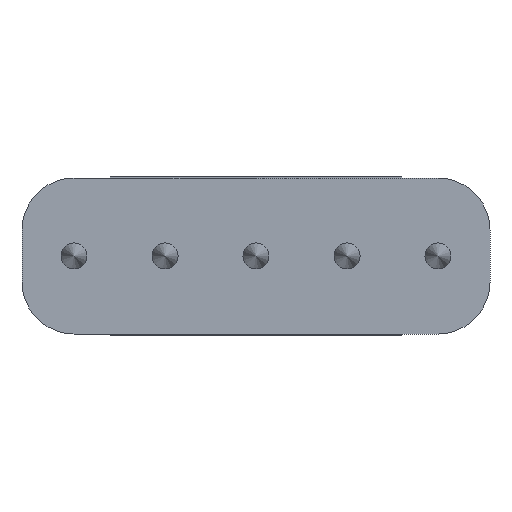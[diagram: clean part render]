
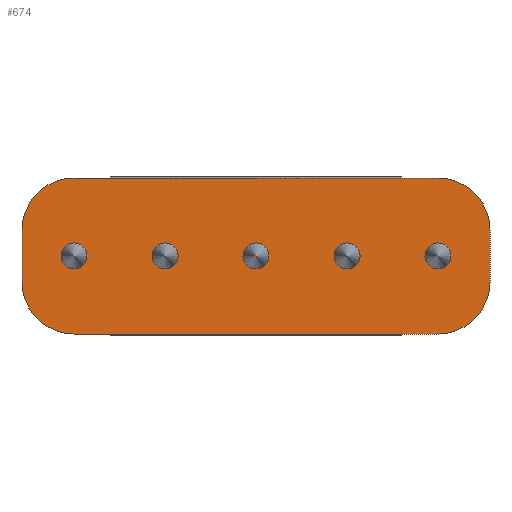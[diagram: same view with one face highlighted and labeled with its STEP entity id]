
A CAD part, front view. The second image highlights one B-rep face of the part: STEP entity #674.
In plain terms, the highlighted planar face has unit normal (0, -1, 0).
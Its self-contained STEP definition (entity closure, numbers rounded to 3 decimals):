
#16=FACE_BOUND('',#265,.T.);
#17=FACE_BOUND('',#266,.T.);
#18=FACE_BOUND('',#267,.T.);
#19=FACE_BOUND('',#268,.T.);
#20=FACE_BOUND('',#269,.T.);
#48=PLANE('',#767);
#92=LINE('',#1127,#149);
#93=LINE('',#1129,#150);
#94=LINE('',#1131,#151);
#95=LINE('',#1132,#152);
#149=VECTOR('',#935,10.);
#150=VECTOR('',#938,10.);
#151=VECTOR('',#941,10.);
#152=VECTOR('',#942,10.);
#220=FACE_OUTER_BOUND('',#264,.T.);
#264=EDGE_LOOP('',(#575,#576,#577,#578,#579,#580,#581,#582));
#265=EDGE_LOOP('',(#583));
#266=EDGE_LOOP('',(#584));
#267=EDGE_LOOP('',(#585));
#268=EDGE_LOOP('',(#586));
#269=EDGE_LOOP('',(#587));
#296=CIRCLE('',#728,1.25);
#297=CIRCLE('',#730,1.25);
#298=CIRCLE('',#732,1.25);
#299=CIRCLE('',#734,1.25);
#300=CIRCLE('',#736,1.25);
#313=CIRCLE('',#754,5.);
#314=CIRCLE('',#759,5.);
#315=CIRCLE('',#761,5.);
#316=CIRCLE('',#764,5.);
#337=VERTEX_POINT('',#1051);
#338=VERTEX_POINT('',#1055);
#339=VERTEX_POINT('',#1059);
#340=VERTEX_POINT('',#1063);
#341=VERTEX_POINT('',#1067);
#350=VERTEX_POINT('',#1095);
#351=VERTEX_POINT('',#1096);
#352=VERTEX_POINT('',#1107);
#353=VERTEX_POINT('',#1108);
#354=VERTEX_POINT('',#1113);
#355=VERTEX_POINT('',#1114);
#356=VERTEX_POINT('',#1121);
#357=VERTEX_POINT('',#1122);
#399=EDGE_CURVE('',#337,#337,#296,.T.);
#401=EDGE_CURVE('',#338,#338,#297,.T.);
#403=EDGE_CURVE('',#339,#339,#298,.T.);
#405=EDGE_CURVE('',#340,#340,#299,.T.);
#407=EDGE_CURVE('',#341,#341,#300,.T.);
#420=EDGE_CURVE('',#350,#351,#313,.T.);
#426=EDGE_CURVE('',#352,#353,#314,.T.);
#429=EDGE_CURVE('',#354,#355,#315,.T.);
#433=EDGE_CURVE('',#356,#357,#316,.T.);
#436=EDGE_CURVE('',#350,#353,#92,.T.);
#437=EDGE_CURVE('',#357,#352,#93,.T.);
#438=EDGE_CURVE('',#355,#356,#94,.T.);
#439=EDGE_CURVE('',#354,#351,#95,.T.);
#575=ORIENTED_EDGE('',*,*,#420,.F.);
#576=ORIENTED_EDGE('',*,*,#436,.T.);
#577=ORIENTED_EDGE('',*,*,#426,.F.);
#578=ORIENTED_EDGE('',*,*,#437,.F.);
#579=ORIENTED_EDGE('',*,*,#433,.F.);
#580=ORIENTED_EDGE('',*,*,#438,.F.);
#581=ORIENTED_EDGE('',*,*,#429,.F.);
#582=ORIENTED_EDGE('',*,*,#439,.T.);
#583=ORIENTED_EDGE('',*,*,#399,.T.);
#584=ORIENTED_EDGE('',*,*,#401,.T.);
#585=ORIENTED_EDGE('',*,*,#403,.T.);
#586=ORIENTED_EDGE('',*,*,#405,.T.);
#587=ORIENTED_EDGE('',*,*,#407,.T.);
#674=ADVANCED_FACE('',(#220,#16,#17,#18,#19,#20),#48,.T.);
#728=AXIS2_PLACEMENT_3D('',#1053,#843,#844);
#730=AXIS2_PLACEMENT_3D('',#1057,#848,#849);
#732=AXIS2_PLACEMENT_3D('',#1061,#853,#854);
#734=AXIS2_PLACEMENT_3D('',#1065,#858,#859);
#736=AXIS2_PLACEMENT_3D('',#1069,#863,#864);
#754=AXIS2_PLACEMENT_3D('',#1097,#899,#900);
#759=AXIS2_PLACEMENT_3D('',#1109,#914,#915);
#761=AXIS2_PLACEMENT_3D('',#1115,#920,#921);
#764=AXIS2_PLACEMENT_3D('',#1123,#929,#930);
#767=AXIS2_PLACEMENT_3D('',#1130,#939,#940);
#843=DIRECTION('center_axis',(0.,1.,0.));
#844=DIRECTION('ref_axis',(1.,0.,0.));
#848=DIRECTION('center_axis',(0.,1.,0.));
#849=DIRECTION('ref_axis',(1.,0.,0.));
#853=DIRECTION('center_axis',(0.,1.,0.));
#854=DIRECTION('ref_axis',(1.,0.,0.));
#858=DIRECTION('center_axis',(0.,1.,0.));
#859=DIRECTION('ref_axis',(1.,0.,0.));
#863=DIRECTION('center_axis',(0.,1.,0.));
#864=DIRECTION('ref_axis',(1.,0.,0.));
#899=DIRECTION('center_axis',(0.,1.,0.));
#900=DIRECTION('ref_axis',(0.707,0.,-0.707));
#914=DIRECTION('center_axis',(0.,1.,0.));
#915=DIRECTION('ref_axis',(0.707,0.,0.707));
#920=DIRECTION('center_axis',(0.,1.,0.));
#921=DIRECTION('ref_axis',(-0.707,0.,-0.707));
#929=DIRECTION('center_axis',(0.,1.,0.));
#930=DIRECTION('ref_axis',(-0.707,0.,0.707));
#935=DIRECTION('',(0.,0.,1.));
#938=DIRECTION('',(1.,0.,0.));
#939=DIRECTION('center_axis',(0.,-1.,0.));
#940=DIRECTION('ref_axis',(1.,0.,0.));
#941=DIRECTION('',(0.,0.,1.));
#942=DIRECTION('',(1.,0.,0.));
#1051=CARTESIAN_POINT('',(16.25,-30.75,7.5));
#1053=CARTESIAN_POINT('Origin',(17.5,-30.75,7.5));
#1055=CARTESIAN_POINT('',(-18.75,-30.75,7.5));
#1057=CARTESIAN_POINT('Origin',(-17.5,-30.75,7.5));
#1059=CARTESIAN_POINT('',(7.5,-30.75,7.5));
#1061=CARTESIAN_POINT('Origin',(8.75,-30.75,7.5));
#1063=CARTESIAN_POINT('',(-10.,-30.75,7.5));
#1065=CARTESIAN_POINT('Origin',(-8.75,-30.75,7.5));
#1067=CARTESIAN_POINT('',(-1.25,-30.75,7.5));
#1069=CARTESIAN_POINT('Origin',(0.,-30.75,7.5));
#1095=CARTESIAN_POINT('',(22.5,-30.75,5.));
#1096=CARTESIAN_POINT('',(17.5,-30.75,0.));
#1097=CARTESIAN_POINT('Origin',(17.5,-30.75,5.));
#1107=CARTESIAN_POINT('',(17.5,-30.75,15.));
#1108=CARTESIAN_POINT('',(22.5,-30.75,10.));
#1109=CARTESIAN_POINT('Origin',(17.5,-30.75,10.));
#1113=CARTESIAN_POINT('',(-17.5,-30.75,0.));
#1114=CARTESIAN_POINT('',(-22.5,-30.75,5.));
#1115=CARTESIAN_POINT('Origin',(-17.5,-30.75,5.));
#1121=CARTESIAN_POINT('',(-22.5,-30.75,10.));
#1122=CARTESIAN_POINT('',(-17.5,-30.75,15.));
#1123=CARTESIAN_POINT('Origin',(-17.5,-30.75,10.));
#1127=CARTESIAN_POINT('',(22.5,-30.75,0.));
#1129=CARTESIAN_POINT('',(-22.5,-30.75,15.));
#1130=CARTESIAN_POINT('Origin',(-22.5,-30.75,0.));
#1131=CARTESIAN_POINT('',(-22.5,-30.75,0.));
#1132=CARTESIAN_POINT('',(-22.5,-30.75,0.));
